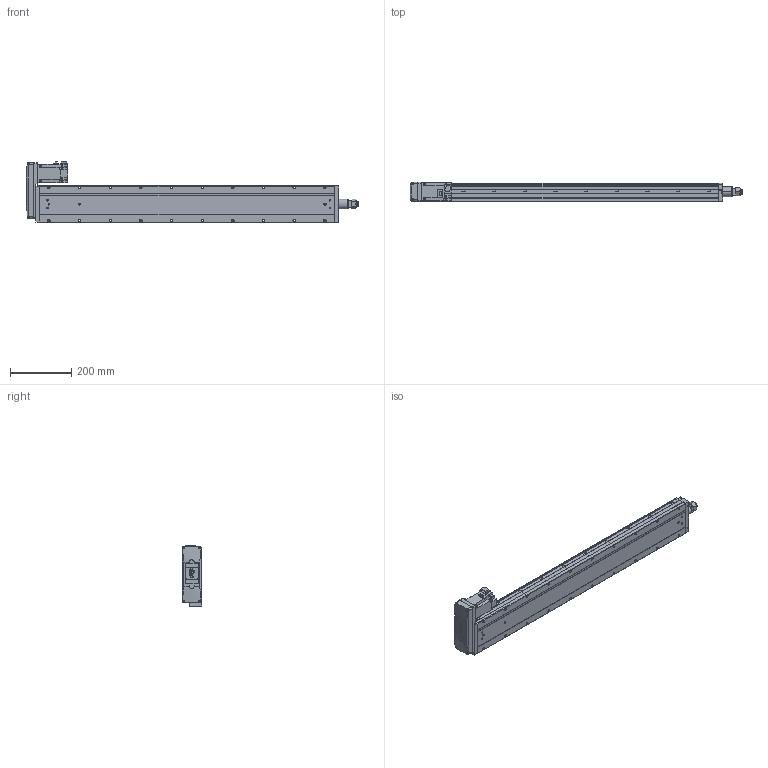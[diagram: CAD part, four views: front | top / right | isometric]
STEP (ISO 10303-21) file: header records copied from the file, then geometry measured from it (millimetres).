
FILE_DESCRIPTION (( 'STEP AP214' ), '1' );
FILE_NAME ('ETU12BL-16XLD-0750-XXXX(2).STEP', '2025-02-27T14:14:10', ( '' ), ( '' ), 'SwSTEP 2.0', 'SolidWorks 2022', '' );
FILE_SCHEMA (( 'AUTOMOTIVE_DESIGN' ));
Length unit declared in the file: millimetre
Products named in the file (10): ETU12-750SENSOR; ETU12-750BODY0; ETU12-750MOTOR; ETU12-750BODY2; ETU12-750NUT; ETU12BL-16XLD-0750-XXXX(2); ETU12-750BODY1; ETU12-750BODY3; FANG STICKER; ETU12-750ROD
Assembly tree (10 placements, depth 2):
  ETU12BL-16XLD-0750-XXXX(2)
    ETU12-750BODY0
    ETU12-750BODY1
    ETU12-750BODY2
    ETU12-750MOTOR
    ETU12-750ROD
    ETU12-750NUT
    ETU12-750BODY3
    ETU12-750SENSOR  x2
    FANG STICKER
Bounding box: 1082.8 x 63.5 x 198.8 mm (x, y, z)
Volume: 6911454.1 mm3; surface area: 695680.3 mm2
Topology: 10 solids, 10 shells, 1096 faces, 2896 edges, 1906 vertices
Faces by surface type: plane 690, cylinder 334, cone 64, torus 8
Entity records: 34303 total; most frequent: CARTESIAN_POINT 6292, ORIENTED_EDGE 5732, DIRECTION 5728, EDGE_CURVE 2866, LINE 2096, VECTOR 2096, VERTEX_POINT 1886, AXIS2_PLACEMENT_3D 1816
